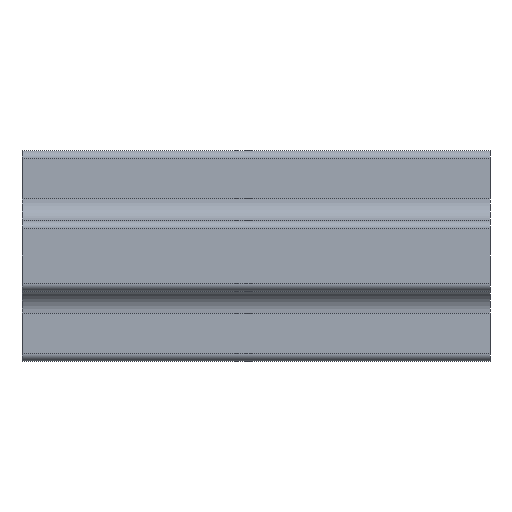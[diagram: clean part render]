
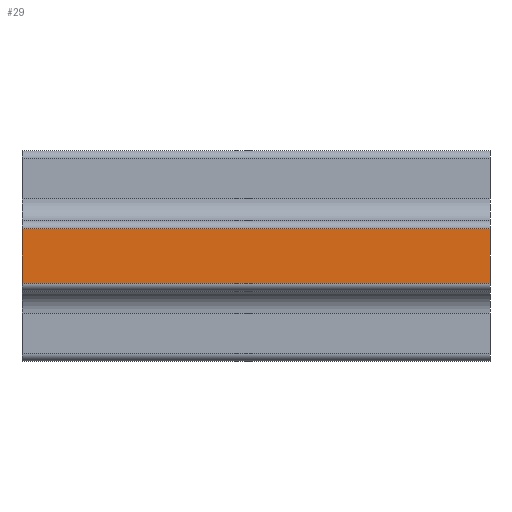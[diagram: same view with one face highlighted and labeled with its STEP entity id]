
A CAD part, left-side view. The second image highlights one B-rep face of the part: STEP entity #29.
In plain terms, the highlighted planar face has unit normal (-1, 0, 0).
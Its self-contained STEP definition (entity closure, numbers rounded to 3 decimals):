
#29 = ADVANCED_FACE ( 'NONE', ( #432 ), #884, .F. ) ;
#62 = CARTESIAN_POINT ( 'NONE',  ( -36., 160., -9.3 ) ) ;
#89 = DIRECTION ( 'NONE',  ( 0., 0., 1. ) ) ;
#110 = CARTESIAN_POINT ( 'NONE',  ( -36., 160., 9.3 ) ) ;
#146 = CARTESIAN_POINT ( 'NONE',  ( -36., 0., -9.3 ) ) ;
#150 = CARTESIAN_POINT ( 'NONE',  ( -36., 0., 9.3 ) ) ;
#181 = DIRECTION ( 'NONE',  ( 0., -1., 0. ) ) ;
#209 = DIRECTION ( 'NONE',  ( 0., -1., 0. ) ) ;
#220 = CARTESIAN_POINT ( 'NONE',  ( -36., 160., -9.3 ) ) ;
#230 = CARTESIAN_POINT ( 'NONE',  ( -36., 160., 9.3 ) ) ;
#246 = CARTESIAN_POINT ( 'NONE',  ( -36., 0., -9.3 ) ) ;
#247 = CARTESIAN_POINT ( 'NONE',  ( -36., 160., -9.3 ) ) ;
#255 = DIRECTION ( 'NONE',  ( 0., 0., 1. ) ) ;
#322 = AXIS2_PLACEMENT_3D ( 'NONE', #891, #878, #876 ) ;
#356 = EDGE_CURVE ( 'NONE', #859, #829, #500, .T. ) ;
#389 = EDGE_CURVE ( 'NONE', #665, #671, #466, .T. ) ;
#390 = EDGE_CURVE ( 'NONE', #859, #665, #458, .T. ) ;
#391 = EDGE_CURVE ( 'NONE', #829, #671, #562, .T. ) ;
#432 = FACE_OUTER_BOUND ( 'NONE', #640, .T. ) ;
#458 = LINE ( 'NONE', #247, #552 ) ;
#466 = LINE ( 'NONE', #246, #561 ) ;
#494 = VECTOR ( 'NONE', #89, 1000. ) ;
#500 = LINE ( 'NONE', #62, #494 ) ;
#550 = VECTOR ( 'NONE', #209, 1000. ) ;
#552 = VECTOR ( 'NONE', #181, 1000. ) ;
#561 = VECTOR ( 'NONE', #255, 1000. ) ;
#562 = LINE ( 'NONE', #110, #550 ) ;
#640 = EDGE_LOOP ( 'NONE', ( #807, #808, #810, #811 ) ) ;
#665 = VERTEX_POINT ( 'NONE', #146 ) ;
#671 = VERTEX_POINT ( 'NONE', #150 ) ;
#807 = ORIENTED_EDGE ( 'NONE', *, *, #389, .T. ) ;
#808 = ORIENTED_EDGE ( 'NONE', *, *, #391, .F. ) ;
#810 = ORIENTED_EDGE ( 'NONE', *, *, #356, .F. ) ;
#811 = ORIENTED_EDGE ( 'NONE', *, *, #390, .T. ) ;
#829 = VERTEX_POINT ( 'NONE', #230 ) ;
#859 = VERTEX_POINT ( 'NONE', #220 ) ;
#876 = DIRECTION ( 'NONE',  ( 0., 0., -1. ) ) ;
#878 = DIRECTION ( 'NONE',  ( 1., 0., 0. ) ) ;
#884 = PLANE ( 'NONE',  #322 ) ;
#891 = CARTESIAN_POINT ( 'NONE',  ( -36., 160., -9.3 ) ) ;
